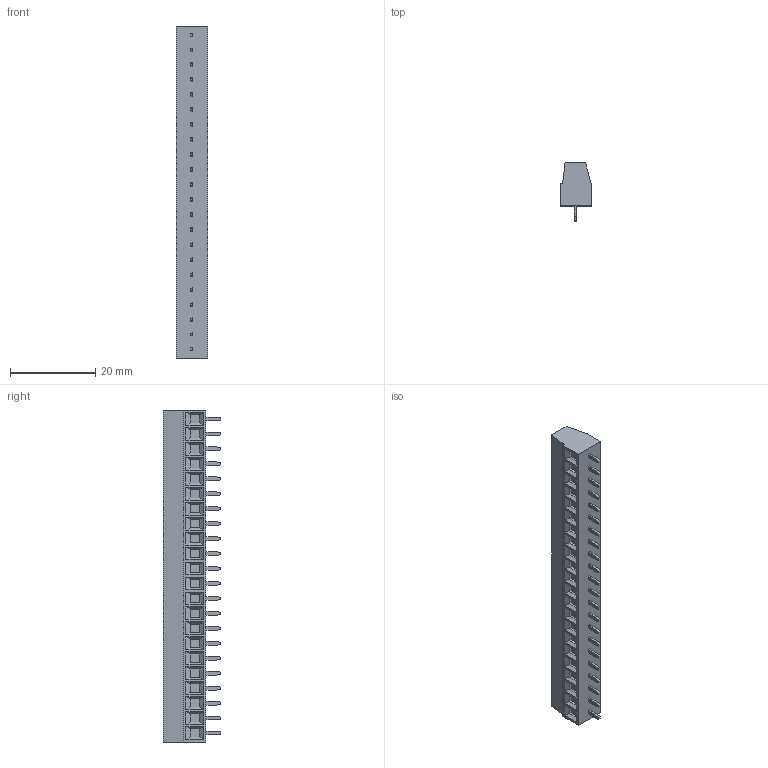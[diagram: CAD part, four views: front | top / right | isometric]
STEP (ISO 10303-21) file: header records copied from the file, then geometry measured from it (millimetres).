
FILE_DESCRIPTION((''),'2;1');
FILE_NAME('PRT0050','2024-10-31T',('yanfa'),(''),'PRO/ENGINEER BY PARAMETRIC TECHNOLOGY CORPORATION, 2009280','PRO/ENGINEER BY PARAMETRIC TECHNOLOGY CORPORATION, 2009280','');
FILE_SCHEMA(('AUTOMOTIVE_DESIGN_CC2 { 1 2 10303 214 -1 1 5 2 }'));
Length unit declared in the file: millimetre
Products named in the file (1): PRT0050
Bounding box: 7.3 x 13.5 x 77.7 mm (x, y, z)
Volume: 4799.4 mm3; surface area: 3690.3 mm2
Topology: 1 solids, 1 shells, 801 faces, 1869 edges, 1158 vertices
Faces by surface type: plane 493, cylinder 176, cone 88, torus 44
Entity records: 22627 total; most frequent: CARTESIAN_POINT 4136, DIRECTION 3867, ORIENTED_EDGE 3738, EDGE_CURVE 1869, VECTOR 1297, LINE 1297, AXIS2_PLACEMENT_3D 1285, VERTEX_POINT 1158
